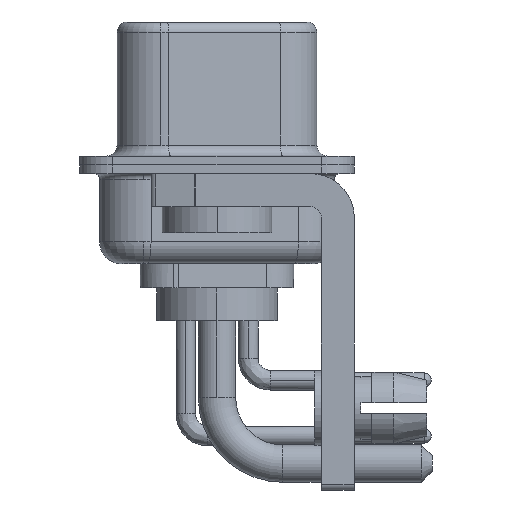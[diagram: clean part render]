
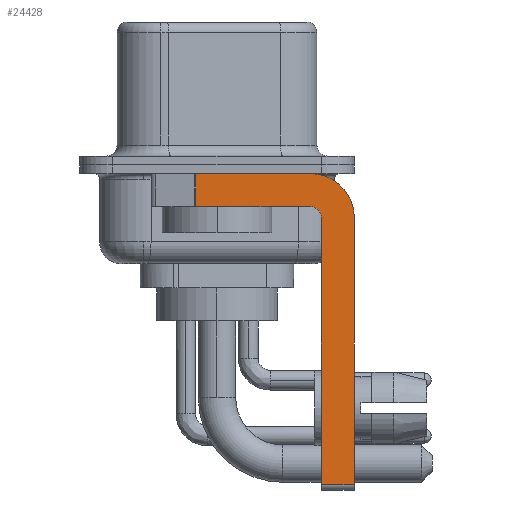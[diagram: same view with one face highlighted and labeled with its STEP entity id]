
A CAD part, left-side view. The second image highlights one B-rep face of the part: STEP entity #24428.
In plain terms, the highlighted planar face has unit normal (-1, 0, 0).
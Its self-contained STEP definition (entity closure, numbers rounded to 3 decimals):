
#26 = EDGE_CURVE ( 'NONE', #17045, #21116, #640, .T. ) ;
#595 = VERTEX_POINT ( 'NONE', #1751 ) ;
#640 = LINE ( 'NONE', #14934, #7622 ) ;
#1351 = VERTEX_POINT ( 'NONE', #9002 ) ;
#1470 = CARTESIAN_POINT ( 'NONE',  ( -2.9, -4.75, -14.55 ) ) ;
#1516 = EDGE_CURVE ( 'NONE', #24483, #1351, #5297, .T. ) ;
#1751 = CARTESIAN_POINT ( 'NONE',  ( -2.9, 0.978, -1.9 ) ) ;
#3247 = EDGE_CURVE ( 'NONE', #21365, #24483, #20136, .T. ) ;
#3291 = ORIENTED_EDGE ( 'NONE', *, *, #19844, .F. ) ;
#3548 = LINE ( 'NONE', #11632, #17358 ) ;
#4271 = CARTESIAN_POINT ( 'NONE',  ( -2.9, -6.25, -14.55 ) ) ;
#4612 = DIRECTION ( 'NONE',  ( 0., 0., -1. ) ) ;
#5297 = CIRCLE ( 'NONE', #22178, 0.5 ) ;
#5420 = CARTESIAN_POINT ( 'NONE',  ( -2.9, -4.25, -2.4 ) ) ;
#5680 = DIRECTION ( 'NONE',  ( -1., 0., 0. ) ) ;
#6199 = EDGE_CURVE ( 'NONE', #1351, #595, #14570, .T. ) ;
#6481 = CARTESIAN_POINT ( 'NONE',  ( -2.9, -4.75, -2.4 ) ) ;
#6492 = CARTESIAN_POINT ( 'NONE',  ( -2.9, -6.25, -2.4 ) ) ;
#7622 = VECTOR ( 'NONE', #4612, 1000. ) ;
#8106 = ORIENTED_EDGE ( 'NONE', *, *, #26, .F. ) ;
#8384 = EDGE_CURVE ( 'NONE', #15476, #17045, #18341, .T. ) ;
#8497 = CARTESIAN_POINT ( 'NONE',  ( -2.9, -4.25, -1.9 ) ) ;
#9002 = CARTESIAN_POINT ( 'NONE',  ( -2.9, -4.25, -1.9 ) ) ;
#9904 = DIRECTION ( 'NONE',  ( 0., 0., -1. ) ) ;
#10058 = DIRECTION ( 'NONE',  ( 0., 0., -1. ) ) ;
#10236 = DIRECTION ( 'NONE',  ( 0., -1., 0. ) ) ;
#11632 = CARTESIAN_POINT ( 'NONE',  ( -2.9, -4.25, -14.55 ) ) ;
#11952 = AXIS2_PLACEMENT_3D ( 'NONE', #12037, #20086, #10058 ) ;
#11955 = VECTOR ( 'NONE', #21118, 1000. ) ;
#12037 = CARTESIAN_POINT ( 'NONE',  ( -2.9, -4.25, -2.4 ) ) ;
#12148 = DIRECTION ( 'NONE',  ( 1., 0., 0. ) ) ;
#12473 = LINE ( 'NONE', #22379, #13100 ) ;
#13100 = VECTOR ( 'NONE', #10236, 1000. ) ;
#13817 = DIRECTION ( 'NONE',  ( 0., 0., 1. ) ) ;
#13994 = CARTESIAN_POINT ( 'NONE',  ( -2.9, -4.25, -2.4 ) ) ;
#14016 = PLANE ( 'NONE',  #11952 ) ;
#14062 = EDGE_CURVE ( 'NONE', #22514, #595, #18607, .T. ) ;
#14153 = ORIENTED_EDGE ( 'NONE', *, *, #14062, .T. ) ;
#14570 = LINE ( 'NONE', #8497, #11955 ) ;
#14934 = CARTESIAN_POINT ( 'NONE',  ( -2.9, -6.25, -2.4 ) ) ;
#15225 = CARTESIAN_POINT ( 'NONE',  ( -2.9, 0.978, -0.4 ) ) ;
#15476 = VERTEX_POINT ( 'NONE', #22892 ) ;
#16893 = ORIENTED_EDGE ( 'NONE', *, *, #8384, .F. ) ;
#17045 = VERTEX_POINT ( 'NONE', #6492 ) ;
#17358 = VECTOR ( 'NONE', #21398, 1000. ) ;
#17430 = DIRECTION ( 'NONE',  ( 0., 0., 1. ) ) ;
#18341 = CIRCLE ( 'NONE', #25111, 2. ) ;
#18506 = VECTOR ( 'NONE', #18734, 1000. ) ;
#18526 = EDGE_CURVE ( 'NONE', #21365, #21116, #3548, .T. ) ;
#18607 = LINE ( 'NONE', #20858, #18506 ) ;
#18734 = DIRECTION ( 'NONE',  ( 0., 0., -1. ) ) ;
#19030 = EDGE_LOOP ( 'NONE', ( #3291, #14153, #22390, #19227, #21156, #25084, #8106, #16893 ) ) ;
#19227 = ORIENTED_EDGE ( 'NONE', *, *, #1516, .F. ) ;
#19844 = EDGE_CURVE ( 'NONE', #22514, #15476, #12473, .T. ) ;
#20086 = DIRECTION ( 'NONE',  ( 1., 0., 0. ) ) ;
#20136 = LINE ( 'NONE', #23578, #20510 ) ;
#20510 = VECTOR ( 'NONE', #13817, 1000. ) ;
#20858 = CARTESIAN_POINT ( 'NONE',  ( -2.9, 0.978, -1.9 ) ) ;
#21116 = VERTEX_POINT ( 'NONE', #4271 ) ;
#21118 = DIRECTION ( 'NONE',  ( 0., 1., 0. ) ) ;
#21156 = ORIENTED_EDGE ( 'NONE', *, *, #3247, .F. ) ;
#21365 = VERTEX_POINT ( 'NONE', #1470 ) ;
#21398 = DIRECTION ( 'NONE',  ( 0., -1., 0. ) ) ;
#22178 = AXIS2_PLACEMENT_3D ( 'NONE', #5420, #5680, #17430 ) ;
#22379 = CARTESIAN_POINT ( 'NONE',  ( -2.9, 3., -0.4 ) ) ;
#22390 = ORIENTED_EDGE ( 'NONE', *, *, #6199, .F. ) ;
#22514 = VERTEX_POINT ( 'NONE', #15225 ) ;
#22892 = CARTESIAN_POINT ( 'NONE',  ( -2.9, -4.25, -0.4 ) ) ;
#23578 = CARTESIAN_POINT ( 'NONE',  ( -2.9, -4.75, -14.8 ) ) ;
#24063 = FACE_OUTER_BOUND ( 'NONE', #19030, .T. ) ;
#24428 = ADVANCED_FACE ( 'NONE', ( #24063 ), #14016, .F. ) ;
#24483 = VERTEX_POINT ( 'NONE', #6481 ) ;
#25084 = ORIENTED_EDGE ( 'NONE', *, *, #18526, .T. ) ;
#25111 = AXIS2_PLACEMENT_3D ( 'NONE', #13994, #12148, #9904 ) ;
